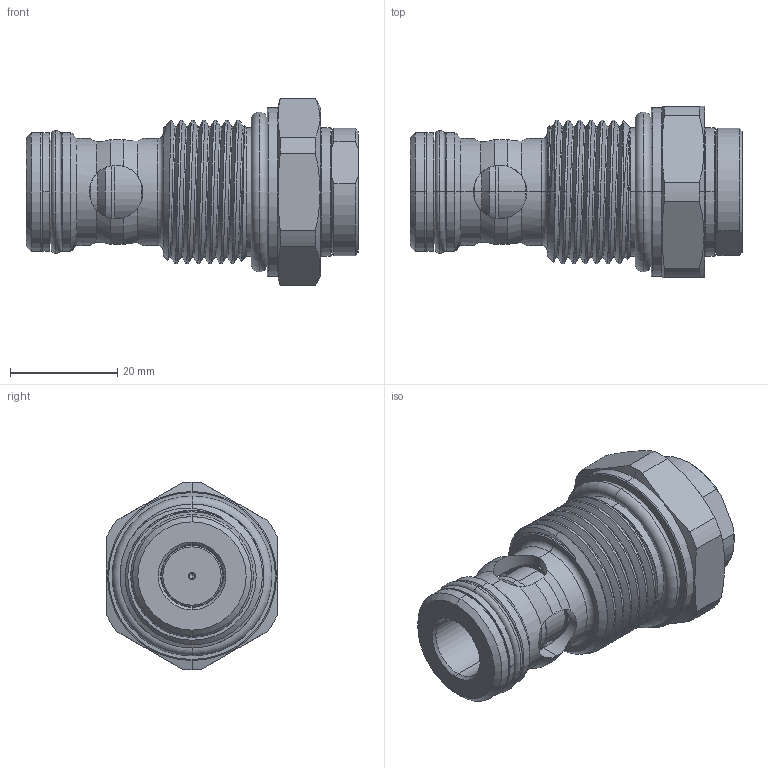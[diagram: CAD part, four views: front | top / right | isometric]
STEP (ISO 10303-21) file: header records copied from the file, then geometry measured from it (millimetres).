
FILE_DESCRIPTION (( 'STEP AP203' ), '1' );
FILE_NAME ('CV12W22-N.STEP', '2020-02-14T02:11:19', ( '' ), ( '' ), 'SwSTEP 2.0', 'SolidWorks 2018', '' );
FILE_SCHEMA (( 'CONFIG_CONTROL_DESIGN' ));
Length unit declared in the file: centimetre
Products named in the file (1): CV12W22-N
Bounding box: 62.05 x 32 x 35.1 mm (x, y, z)
Volume: 28474.8 mm3; surface area: 10232.7 mm2
Topology: 4 solids, 4 shells, 172 faces, 422 edges, 256 vertices
Faces by surface type: cylinder 79, cone 38, torus 26, plane 22, sphere 4, bspline 3
Entity records: 7529 total; most frequent: CARTESIAN_POINT 3518, ORIENTED_EDGE 840, DIRECTION 833, EDGE_CURVE 420, AXIS2_PLACEMENT_3D 363, VERTEX_POINT 256, CIRCLE 193, EDGE_LOOP 186
